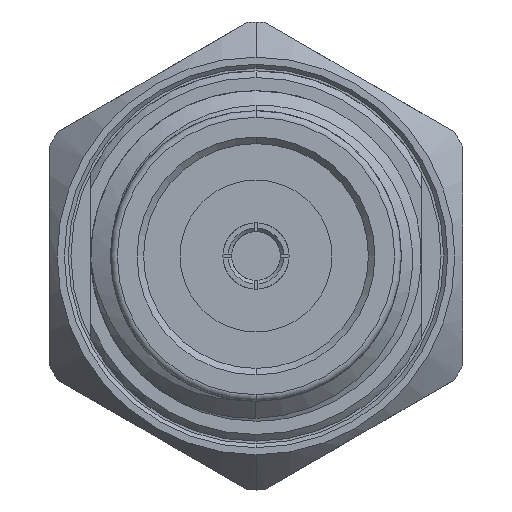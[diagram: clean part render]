
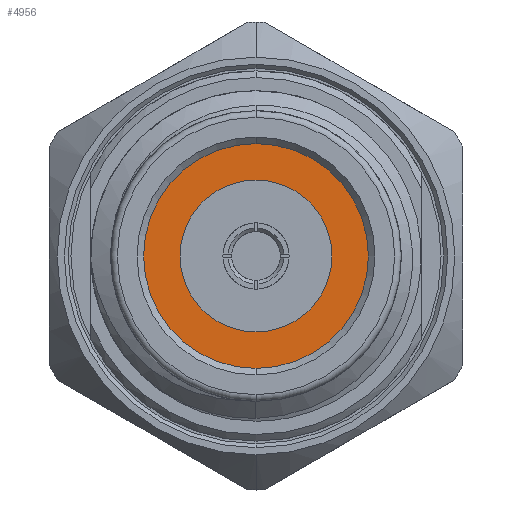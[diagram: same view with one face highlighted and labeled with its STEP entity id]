
A CAD part, front view. The second image highlights one B-rep face of the part: STEP entity #4956.
In plain terms, the highlighted planar face has unit normal (0, -1, 0).
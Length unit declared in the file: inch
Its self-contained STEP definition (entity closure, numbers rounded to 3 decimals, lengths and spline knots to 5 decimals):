
#366 = DIRECTION ( 'NONE',  ( 0., 0., -1. ) ) ;
#497 = PLANE ( 'NONE',  #885 ) ;
#619 = CIRCLE ( 'NONE', #2873, 0.085 ) ;
#885 = AXIS2_PLACEMENT_3D ( 'NONE', #3689, #1610, #3745 ) ;
#1094 = ORIENTED_EDGE ( 'NONE', *, *, #2086, .F. ) ;
#1334 = EDGE_CURVE ( 'NONE', #5472, #4045, #619, .T. ) ;
#1336 = DIRECTION ( 'NONE',  ( 0., -1., 0. ) ) ;
#1487 = FACE_BOUND ( 'NONE', #6422, .T. ) ;
#1510 = DIRECTION ( 'NONE',  ( 0., -1., 0. ) ) ;
#1610 = DIRECTION ( 'NONE',  ( 0., -1., 0. ) ) ;
#1690 = CARTESIAN_POINT ( 'NONE',  ( 0., -0.146, 0. ) ) ;
#1795 = ORIENTED_EDGE ( 'NONE', *, *, #1334, .T. ) ;
#1896 = CARTESIAN_POINT ( 'NONE',  ( 0., -0.146, 0. ) ) ;
#2018 = CIRCLE ( 'NONE', #4207, 0.05748 ) ;
#2021 = AXIS2_PLACEMENT_3D ( 'NONE', #4970, #1336, #6628 ) ;
#2086 = EDGE_CURVE ( 'NONE', #5297, #4379, #3401, .T. ) ;
#2155 = EDGE_CURVE ( 'NONE', #4379, #5297, #2018, .T. ) ;
#2168 = DIRECTION ( 'NONE',  ( 0., -1., 0. ) ) ;
#2705 = DIRECTION ( 'NONE',  ( 0., 0., -1. ) ) ;
#2834 = AXIS2_PLACEMENT_3D ( 'NONE', #4722, #1510, #5754 ) ;
#2873 = AXIS2_PLACEMENT_3D ( 'NONE', #1690, #2168, #2705 ) ;
#2895 = EDGE_CURVE ( 'NONE', #4045, #5472, #5115, .T. ) ;
#2972 = FACE_OUTER_BOUND ( 'NONE', #6253, .T. ) ;
#3014 = CARTESIAN_POINT ( 'NONE',  ( 0., -0.146, 0.085 ) ) ;
#3356 = ORIENTED_EDGE ( 'NONE', *, *, #2895, .T. ) ;
#3401 = CIRCLE ( 'NONE', #2021, 0.05748 ) ;
#3496 = DIRECTION ( 'NONE',  ( 0., -1., 0. ) ) ;
#3689 = CARTESIAN_POINT ( 'NONE',  ( 0., -0.146, 0. ) ) ;
#3745 = DIRECTION ( 'NONE',  ( 0., 0., -1. ) ) ;
#4045 = VERTEX_POINT ( 'NONE', #3014 ) ;
#4207 = AXIS2_PLACEMENT_3D ( 'NONE', #1896, #3496, #366 ) ;
#4379 = VERTEX_POINT ( 'NONE', #6769 ) ;
#4407 = CARTESIAN_POINT ( 'NONE',  ( 0., -0.146, -0.05748 ) ) ;
#4529 = CARTESIAN_POINT ( 'NONE',  ( 0., -0.146, -0.085 ) ) ;
#4722 = CARTESIAN_POINT ( 'NONE',  ( 0., -0.146, 0. ) ) ;
#4956 = ADVANCED_FACE ( 'NONE', ( #1487, #2972 ), #497, .T. ) ;
#4970 = CARTESIAN_POINT ( 'NONE',  ( 0., -0.146, 0. ) ) ;
#5115 = CIRCLE ( 'NONE', #2834, 0.085 ) ;
#5150 = ORIENTED_EDGE ( 'NONE', *, *, #2155, .F. ) ;
#5297 = VERTEX_POINT ( 'NONE', #4407 ) ;
#5472 = VERTEX_POINT ( 'NONE', #4529 ) ;
#5754 = DIRECTION ( 'NONE',  ( 0., 0., -1. ) ) ;
#6253 = EDGE_LOOP ( 'NONE', ( #1795, #3356 ) ) ;
#6422 = EDGE_LOOP ( 'NONE', ( #1094, #5150 ) ) ;
#6628 = DIRECTION ( 'NONE',  ( 0., 0., -1. ) ) ;
#6769 = CARTESIAN_POINT ( 'NONE',  ( 0., -0.146, 0.05748 ) ) ;
